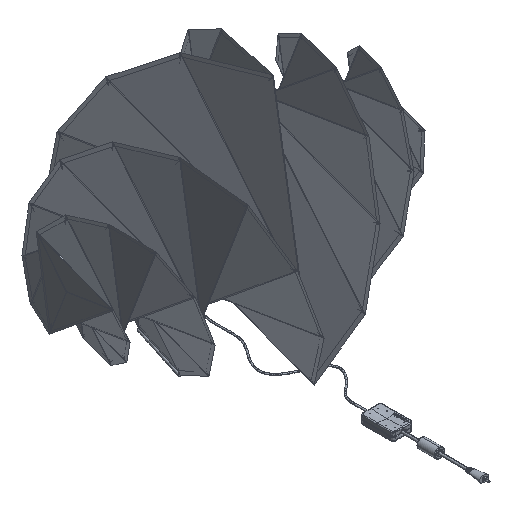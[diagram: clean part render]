
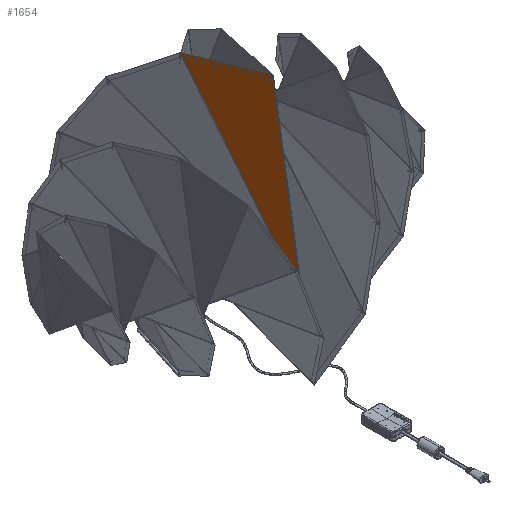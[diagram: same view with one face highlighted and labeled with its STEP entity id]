
A CAD part, isometric view. The second image highlights one B-rep face of the part: STEP entity #1654.
In plain terms, the highlighted free-form (B-spline) face has degree [3, 3] with [4, 4] control points.
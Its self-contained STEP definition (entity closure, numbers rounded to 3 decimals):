
#266=B_SPLINE_SURFACE_WITH_KNOTS($,3,3,((#53235,#53236,#53237,#53238),(#53239,
#53240,#53241,#53242),(#53243,#53244,#53245,#53246),(#53247,#53248,#53249,
#53250)),.UNSPECIFIED.,.F.,.F.,.F.,(4,4),(4,4),(18.356,481.836),
(6.811,178.776),.UNSPECIFIED.);
#1654=ADVANCED_FACE($,(#3273),#266,.T.);
#3273=FACE_OUTER_BOUND($,#4965,.T.);
#4965=EDGE_LOOP($,(#11461,#11462,#11463));
#11461=ORIENTED_EDGE($,*,*,#16862,.T.);
#11462=ORIENTED_EDGE($,*,*,#16863,.T.);
#11463=ORIENTED_EDGE($,*,*,#16864,.T.);
#16862=EDGE_CURVE($,#19929,#19969,#24264,.T.);
#16863=EDGE_CURVE($,#19969,#19903,#24265,.T.);
#16864=EDGE_CURVE($,#19903,#19929,#24266,.T.);
#19903=VERTEX_POINT($,#55862);
#19929=VERTEX_POINT($,#55888);
#19969=VERTEX_POINT($,#55928);
#24264=B_SPLINE_CURVE_WITH_KNOTS($,3,(#50245,#50246,#50247,#50248),.UNSPECIFIED.,
.F.,.F.,(4,4),(-1.,0.),.UNSPECIFIED.);
#24265=B_SPLINE_CURVE_WITH_KNOTS($,3,(#50249,#50250,#50251,#50252),.UNSPECIFIED.,
.F.,.F.,(4,4),(-1.,0.),.UNSPECIFIED.);
#24266=B_SPLINE_CURVE_WITH_KNOTS($,3,(#50253,#50254,#50255,#50256),.UNSPECIFIED.,
.F.,.F.,(4,4),(-1.,0.),.UNSPECIFIED.);
#50245=CARTESIAN_POINT($,(0.,-143.3,453.437));
#50246=CARTESIAN_POINT($,(-12.531,-99.101,449.449));
#50247=CARTESIAN_POINT($,(-25.061,-54.903,445.46));
#50248=CARTESIAN_POINT($,(-37.592,-10.704,441.472));
#50249=CARTESIAN_POINT($,(-37.592,-10.704,441.472));
#50250=CARTESIAN_POINT($,(-25.061,-79.66,294.139));
#50251=CARTESIAN_POINT($,(-12.531,-148.615,146.806));
#50252=CARTESIAN_POINT($,(0.,-217.571,-0.527));
#50253=CARTESIAN_POINT($,(0.,-217.571,-0.527));
#50254=CARTESIAN_POINT($,(0.,-192.814,150.794));
#50255=CARTESIAN_POINT($,(0.,-168.057,302.116));
#50256=CARTESIAN_POINT($,(0.,-143.3,453.437));
#53235=CARTESIAN_POINT($,(0.376,-219.639,-4.947));
#53236=CARTESIAN_POINT($,(-15.2,-164.698,-9.905));
#53237=CARTESIAN_POINT($,(-30.777,-109.756,-14.863));
#53238=CARTESIAN_POINT($,(-46.353,-54.814,-19.821));
#53239=CARTESIAN_POINT($,(3.296,-204.936,148.817));
#53240=CARTESIAN_POINT($,(-12.28,-149.994,143.859));
#53241=CARTESIAN_POINT($,(-27.856,-95.053,138.901));
#53242=CARTESIAN_POINT($,(-43.433,-40.111,133.943));
#53243=CARTESIAN_POINT($,(6.217,-190.233,302.581));
#53244=CARTESIAN_POINT($,(-9.36,-135.291,297.623));
#53245=CARTESIAN_POINT($,(-24.936,-80.349,292.666));
#53246=CARTESIAN_POINT($,(-40.512,-25.407,287.708));
#53247=CARTESIAN_POINT($,(9.137,-175.529,456.346));
#53248=CARTESIAN_POINT($,(-6.439,-120.587,451.388));
#53249=CARTESIAN_POINT($,(-22.016,-65.646,446.43));
#53250=CARTESIAN_POINT($,(-37.592,-10.704,441.472));
#55862=CARTESIAN_POINT($,(0.,-217.571,-0.527));
#55888=CARTESIAN_POINT($,(0.,-143.3,453.437));
#55928=CARTESIAN_POINT($,(-37.592,-10.704,441.472));
